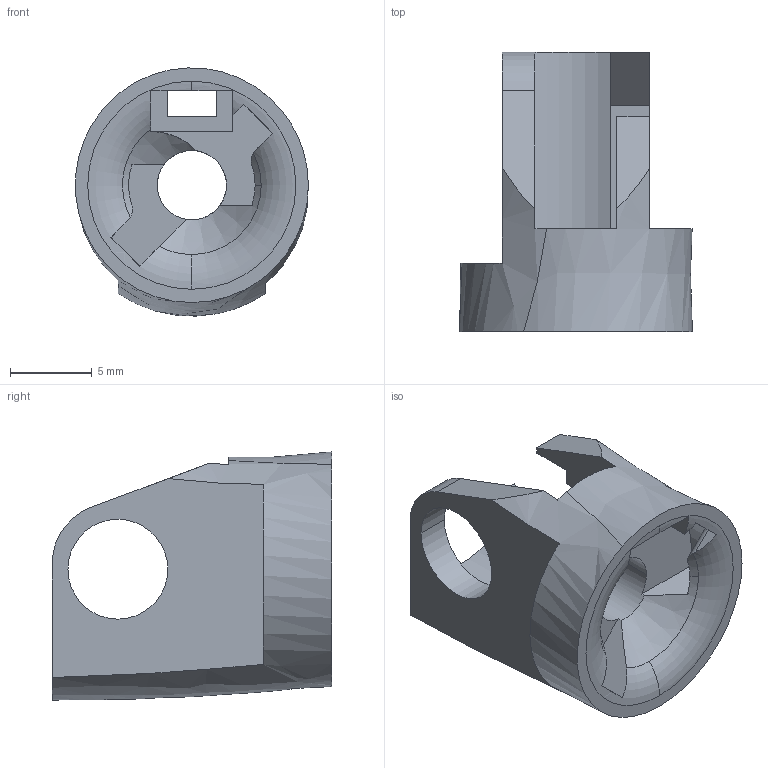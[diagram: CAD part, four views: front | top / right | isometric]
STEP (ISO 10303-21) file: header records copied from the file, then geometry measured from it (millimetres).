
FILE_DESCRIPTION (( 'STEP AP203' ), '1' );
FILE_NAME ('DP - P Main R.STEP', '2017-08-02T03:21:32', ( '' ), ( '' ), 'SwSTEP 2.0', 'SolidWorks 2016', '' );
FILE_SCHEMA (( 'CONFIG_CONTROL_DESIGN' ));
Length unit declared in the file: millimetre
Products named in the file (1): DP - P Main R
Bounding box: 14.22 x 17.06 x 15.16 mm (x, y, z)
Volume: 1072.2 mm3; surface area: 1289.5 mm2
Topology: 1 solids, 1 shells, 67 faces, 192 edges, 126 vertices
Faces by surface type: plane 45, cylinder 13, bspline 4, cone 3, torus 2
Entity records: 2596 total; most frequent: CARTESIAN_POINT 805, ORIENTED_EDGE 384, DIRECTION 325, EDGE_CURVE 192, VERTEX_POINT 126, LINE 109, VECTOR 109, AXIS2_PLACEMENT_3D 108
